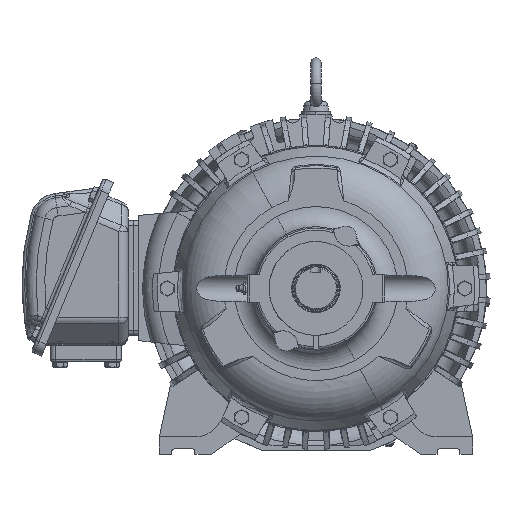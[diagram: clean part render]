
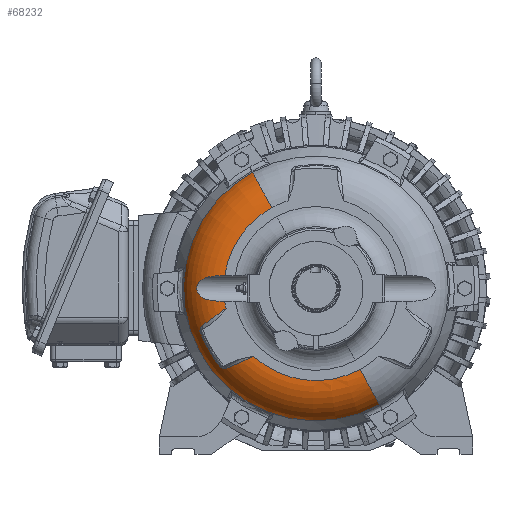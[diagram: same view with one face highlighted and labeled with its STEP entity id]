
A CAD part, left-side view. The second image highlights one B-rep face of the part: STEP entity #68232.
In plain terms, the highlighted toroidal (fillet/blend) face has major radius 88.228 mm and minor radius 42 mm.
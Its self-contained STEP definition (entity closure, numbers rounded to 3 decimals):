
#44201=CARTESIAN_POINT('Vertex',(-49.,87.356,12.369)) ;
#44205=CARTESIAN_POINT('Control Point',(-49.,87.356,-12.369)) ;
#44206=CARTESIAN_POINT('Control Point',(-49.,88.919,-12.369)) ;
#44207=CARTESIAN_POINT('Control Point',(-48.929,90.481,-12.346)) ;
#44208=CARTESIAN_POINT('Control Point',(-48.787,92.039,-12.3)) ;
#44209=CARTESIAN_POINT('Control Point',(-48.295,95.632,-12.131)) ;
#44210=CARTESIAN_POINT('Control Point',(-47.437,99.149,-11.769)) ;
#44211=CARTESIAN_POINT('Control Point',(-46.836,101.112,-11.481)) ;
#44212=CARTESIAN_POINT('Control Point',(-45.731,104.095,-10.853)) ;
#44213=CARTESIAN_POINT('Control Point',(-44.426,106.887,-9.8)) ;
#44214=CARTESIAN_POINT('Control Point',(-43.937,107.856,-9.359)) ;
#44215=CARTESIAN_POINT('Control Point',(-43.054,109.493,-8.445)) ;
#44216=CARTESIAN_POINT('Control Point',(-42.171,110.966,-7.238)) ;
#44217=CARTESIAN_POINT('Control Point',(-41.798,111.564,-6.656)) ;
#44218=CARTESIAN_POINT('Control Point',(-40.995,112.801,-5.185)) ;
#44219=CARTESIAN_POINT('Control Point',(-40.364,113.706,-3.343)) ;
#44220=CARTESIAN_POINT('Control Point',(-40.097,114.074,-2.193)) ;
#44221=CARTESIAN_POINT('Control Point',(-39.88,114.375,0.059)) ;
#44222=CARTESIAN_POINT('Control Point',(-40.141,114.013,2.276)) ;
#44223=CARTESIAN_POINT('Control Point',(-40.356,113.715,3.226)) ;
#44224=CARTESIAN_POINT('Control Point',(-40.89,112.951,4.902)) ;
#44225=CARTESIAN_POINT('Control Point',(-41.584,111.898,6.281)) ;
#44226=CARTESIAN_POINT('Control Point',(-41.938,111.341,6.877)) ;
#44227=CARTESIAN_POINT('Control Point',(-42.783,109.96,8.117)) ;
#44228=CARTESIAN_POINT('Control Point',(-43.644,108.411,9.066)) ;
#44229=CARTESIAN_POINT('Control Point',(-44.123,107.491,9.528)) ;
#44230=CARTESIAN_POINT('Control Point',(-45.42,104.823,10.641)) ;
#44231=CARTESIAN_POINT('Control Point',(-46.543,101.957,11.322)) ;
#44232=CARTESIAN_POINT('Control Point',(-47.166,100.061,11.64)) ;
#44233=CARTESIAN_POINT('Control Point',(-48.143,96.415,12.076)) ;
#44234=CARTESIAN_POINT('Control Point',(-48.725,92.675,12.28)) ;
#44235=CARTESIAN_POINT('Control Point',(-48.908,90.906,12.34)) ;
#44236=CARTESIAN_POINT('Control Point',(-49.,89.131,12.369)) ;
#44237=CARTESIAN_POINT('Control Point',(-49.,87.356,12.369)) ;
#44238=CARTESIAN_POINT('Vertex',(-49.,87.356,-12.369)) ;
#46068=CARTESIAN_POINT('Vertex',(-23.445,-60.827,-111.343)) ;
#46071=CARTESIAN_POINT('Axis2P3D Location',(-23.445,0.,0.)) ;
#46075=CARTESIAN_POINT('Vertex',(-23.445,60.827,111.343)) ;
#66488=CARTESIAN_POINT('Vertex',(-49.,42.299,77.427)) ;
#66491=CARTESIAN_POINT('Axis2P3D Location',(-49.,0.,0.)) ;
#67363=CARTESIAN_POINT('Axis2P3D Location',(-7.,0.,0.)) ;
#67372=CARTESIAN_POINT('Vertex',(-49.,-42.299,-77.427)) ;
#67377=CARTESIAN_POINT('Axis2P3D Location',(-7.,-42.299,-77.427)) ;
#67382=CARTESIAN_POINT('Axis2P3D Location',(-7.,42.299,77.427)) ;
#67963=CARTESIAN_POINT('Vertex',(-49.,59.544,-65.105)) ;
#67966=CARTESIAN_POINT('Axis2P3D Location',(-49.,0.,0.)) ;
#67971=CARTESIAN_POINT('Axis2P3D Location',(-49.,0.,0.)) ;
#67975=CARTESIAN_POINT('Vertex',(-49.,86.155,-19.014)) ;
#68164=CARTESIAN_POINT('Control Point',(-49.,59.544,-65.105)) ;
#68165=CARTESIAN_POINT('Control Point',(-49.,66.451,-68.098)) ;
#68166=CARTESIAN_POINT('Control Point',(-47.502,73.385,-71.158)) ;
#68167=CARTESIAN_POINT('Control Point',(-44.3,79.837,-74.04)) ;
#68168=CARTESIAN_POINT('Control Point',(-39.72,85.286,-76.488)) ;
#68169=CARTESIAN_POINT('Vertex',(-39.72,85.286,-76.488)) ;
#68173=CARTESIAN_POINT('Control Point',(-36.002,92.132,-74.695)) ;
#68174=CARTESIAN_POINT('Control Point',(-36.002,91.816,-75.085)) ;
#68175=CARTESIAN_POINT('Control Point',(-36.052,91.46,-75.443)) ;
#68176=CARTESIAN_POINT('Control Point',(-36.152,91.09,-75.741)) ;
#68177=CARTESIAN_POINT('Control Point',(-36.477,90.148,-76.375)) ;
#68178=CARTESIAN_POINT('Control Point',(-36.933,89.257,-76.716)) ;
#68179=CARTESIAN_POINT('Control Point',(-37.229,88.742,-76.85)) ;
#68180=CARTESIAN_POINT('Control Point',(-37.894,87.673,-77.011)) ;
#68181=CARTESIAN_POINT('Control Point',(-38.591,86.701,-76.935)) ;
#68182=CARTESIAN_POINT('Control Point',(-38.968,86.204,-76.838)) ;
#68183=CARTESIAN_POINT('Control Point',(-39.345,85.732,-76.688)) ;
#68184=CARTESIAN_POINT('Control Point',(-39.72,85.286,-76.488)) ;
#68185=CARTESIAN_POINT('Vertex',(-36.002,92.132,-74.695)) ;
#68188=CARTESIAN_POINT('Axis2P3D Location',(-36.002,0.,0.)) ;
#68192=CARTESIAN_POINT('Vertex',(-36.002,110.754,-42.441)) ;
#68196=CARTESIAN_POINT('Control Point',(-39.72,108.884,-35.616)) ;
#68197=CARTESIAN_POINT('Control Point',(-39.204,109.429,-36.009)) ;
#68198=CARTESIAN_POINT('Control Point',(-38.685,109.915,-36.494)) ;
#68199=CARTESIAN_POINT('Control Point',(-38.17,110.335,-37.067)) ;
#68200=CARTESIAN_POINT('Control Point',(-37.514,110.788,-37.925)) ;
#68201=CARTESIAN_POINT('Control Point',(-36.924,111.049,-39.006)) ;
#68202=CARTESIAN_POINT('Control Point',(-36.799,111.096,-39.255)) ;
#68203=CARTESIAN_POINT('Control Point',(-36.477,111.188,-39.955)) ;
#68204=CARTESIAN_POINT('Control Point',(-36.211,111.174,-40.754)) ;
#68205=CARTESIAN_POINT('Control Point',(-36.073,111.114,-41.301)) ;
#68206=CARTESIAN_POINT('Control Point',(-36.002,110.967,-41.884)) ;
#68207=CARTESIAN_POINT('Control Point',(-36.002,110.754,-42.441)) ;
#68208=CARTESIAN_POINT('Vertex',(-39.72,108.884,-35.616)) ;
#68212=CARTESIAN_POINT('Control Point',(-49.,86.155,-19.014)) ;
#68213=CARTESIAN_POINT('Control Point',(-49.,92.201,-23.499)) ;
#68214=CARTESIAN_POINT('Control Point',(-47.502,98.317,-27.974)) ;
#68215=CARTESIAN_POINT('Control Point',(-44.3,104.039,-32.121)) ;
#68216=CARTESIAN_POINT('Control Point',(-39.72,108.884,-35.616)) ;
#46072=DIRECTION('Axis2P3D Direction',(1.,0.,0.)) ;
#66492=DIRECTION('Axis2P3D Direction',(-1.,0.,0.)) ;
#67364=DIRECTION('Axis2P3D Direction',(-1.,0.,0.)) ;
#67365=DIRECTION('Axis2P3D XDirection',(0.,0.479,0.878)) ;
#67378=DIRECTION('Axis2P3D Direction',(0.,0.878,-0.479)) ;
#67383=DIRECTION('Axis2P3D Direction',(0.,-0.878,0.479)) ;
#67967=DIRECTION('Axis2P3D Direction',(-1.,0.,0.)) ;
#67972=DIRECTION('Axis2P3D Direction',(-1.,0.,0.)) ;
#68189=DIRECTION('Axis2P3D Direction',(-1.,0.,0.)) ;
#46073=AXIS2_PLACEMENT_3D('Circle Axis2P3D',#46071,#46072,$) ;
#66493=AXIS2_PLACEMENT_3D('Circle Axis2P3D',#66491,#66492,$) ;
#67366=AXIS2_PLACEMENT_3D('Torus Axis2P3D',#67363,#67364,#67365) ;
#67379=AXIS2_PLACEMENT_3D('Circle Axis2P3D',#67377,#67378,$) ;
#67384=AXIS2_PLACEMENT_3D('Circle Axis2P3D',#67382,#67383,$) ;
#67968=AXIS2_PLACEMENT_3D('Circle Axis2P3D',#67966,#67967,$) ;
#67973=AXIS2_PLACEMENT_3D('Circle Axis2P3D',#67971,#67972,$) ;
#68190=AXIS2_PLACEMENT_3D('Circle Axis2P3D',#68188,#68189,$) ;
#68219=ORIENTED_EDGE('',*,*,#67977,.F.) ;
#68220=ORIENTED_EDGE('',*,*,#44240,.T.) ;
#68221=ORIENTED_EDGE('',*,*,#66495,.F.) ;
#68222=ORIENTED_EDGE('',*,*,#67386,.F.) ;
#68223=ORIENTED_EDGE('',*,*,#46077,.T.) ;
#68224=ORIENTED_EDGE('',*,*,#67381,.T.) ;
#68225=ORIENTED_EDGE('',*,*,#67970,.F.) ;
#68226=ORIENTED_EDGE('',*,*,#68171,.T.) ;
#68227=ORIENTED_EDGE('',*,*,#68187,.T.) ;
#68228=ORIENTED_EDGE('',*,*,#68194,.T.) ;
#68229=ORIENTED_EDGE('',*,*,#68210,.T.) ;
#68230=ORIENTED_EDGE('',*,*,#68217,.T.) ;
#68232=ADVANCED_FACE('31102B5470007.1',(#68231),#67367,.T.) ;
#44204=B_SPLINE_CURVE_WITH_KNOTS('',5,(#44205,#44206,#44207,#44208,#44209,#44210,#44211,#44212,#44213,#44214,#44215,#44216,#44217,#44218,#44219,#44220,#44221,#44222,#44223,#44224,#44225,#44226,#44227,#44228,#44229,#44230,#44231,#44232,#44233,#44234,#44235,#44236,#44237),.UNSPECIFIED.,.F.,.U.,(6,3,3,3,3,3,3,3,3,3,6),(0.,11.047,25.615,33.744,39.892,47.6,54.011,59.964,67.817,82.006,94.554),.UNSPECIFIED.) ;
#68163=B_SPLINE_CURVE_WITH_KNOTS('',4,(#68164,#68165,#68166,#68167,#68168),.UNSPECIFIED.,.F.,.U.,(5,5),(16.103,60.428),.UNSPECIFIED.) ;
#68172=B_SPLINE_CURVE_WITH_KNOTS('',5,(#68173,#68174,#68175,#68176,#68177,#68178,#68179,#68180,#68181,#68182,#68183,#68184),.UNSPECIFIED.,.F.,.U.,(6,3,3,6),(17.815,19.869,23.128,26.906),.UNSPECIFIED.) ;
#68195=B_SPLINE_CURVE_WITH_KNOTS('',5,(#68196,#68197,#68198,#68199,#68200,#68201,#68202,#68203,#68204,#68205,#68206,#68207),.UNSPECIFIED.,.F.,.U.,(6,3,3,6),(16.146,21.338,22.796,25.238),.UNSPECIFIED.) ;
#68211=B_SPLINE_CURVE_WITH_KNOTS('',4,(#68212,#68213,#68214,#68215,#68216),.UNSPECIFIED.,.F.,.U.,(5,5),(16.103,60.428),.UNSPECIFIED.) ;
#46074=CIRCLE('generated circle',#46073,126.874) ;
#66494=CIRCLE('generated circle',#66493,88.228) ;
#67380=CIRCLE('generated circle',#67379,42.) ;
#67385=CIRCLE('generated circle',#67384,42.) ;
#67969=CIRCLE('generated circle',#67968,88.228) ;
#67974=CIRCLE('generated circle',#67973,88.228) ;
#68191=CIRCLE('generated circle',#68190,118.607) ;
#67367=TOROIDAL_SURFACE('homeo Torus',#67366,88.228,42.) ;
#44240=EDGE_CURVE('',#44239,#44202,#44204,.T.) ;
#46077=EDGE_CURVE('',#46076,#46069,#46074,.F.) ;
#66495=EDGE_CURVE('',#66489,#44202,#66494,.T.) ;
#67381=EDGE_CURVE('',#46069,#67373,#67380,.T.) ;
#67386=EDGE_CURVE('',#46076,#66489,#67385,.T.) ;
#67970=EDGE_CURVE('',#67964,#67373,#67969,.T.) ;
#67977=EDGE_CURVE('',#44239,#67976,#67974,.T.) ;
#68171=EDGE_CURVE('',#67964,#68170,#68163,.T.) ;
#68187=EDGE_CURVE('',#68170,#68186,#68172,.F.) ;
#68194=EDGE_CURVE('',#68186,#68193,#68191,.F.) ;
#68210=EDGE_CURVE('',#68193,#68209,#68195,.F.) ;
#68217=EDGE_CURVE('',#68209,#67976,#68211,.F.) ;
#68218=EDGE_LOOP('',(#68219,#68220,#68221,#68222,#68223,#68224,#68225,#68226,#68227,#68228,#68229,#68230)) ;
#68231=FACE_OUTER_BOUND('',#68218,.T.) ;
#44202=VERTEX_POINT('',#44201) ;
#44239=VERTEX_POINT('',#44238) ;
#46069=VERTEX_POINT('',#46068) ;
#46076=VERTEX_POINT('',#46075) ;
#66489=VERTEX_POINT('',#66488) ;
#67373=VERTEX_POINT('',#67372) ;
#67964=VERTEX_POINT('',#67963) ;
#67976=VERTEX_POINT('',#67975) ;
#68170=VERTEX_POINT('',#68169) ;
#68186=VERTEX_POINT('',#68185) ;
#68193=VERTEX_POINT('',#68192) ;
#68209=VERTEX_POINT('',#68208) ;
